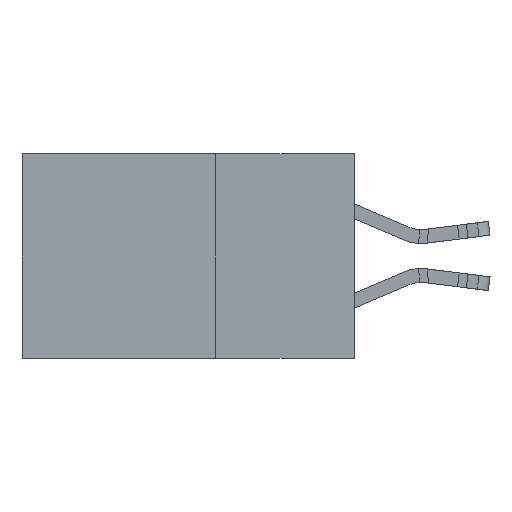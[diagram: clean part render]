
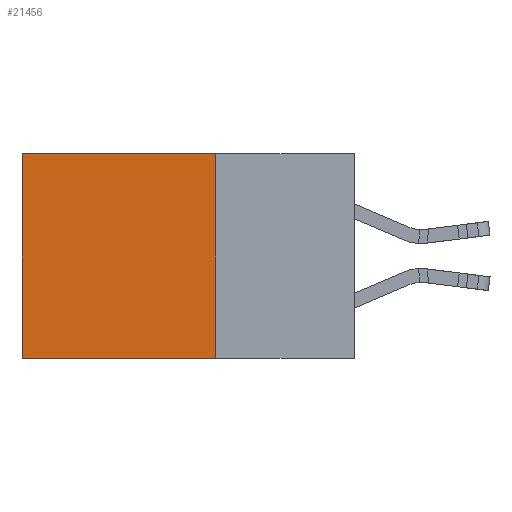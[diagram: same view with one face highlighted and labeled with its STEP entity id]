
A CAD part, left-side view. The second image highlights one B-rep face of the part: STEP entity #21456.
In plain terms, the highlighted planar face has unit normal (-1, 0, 0).
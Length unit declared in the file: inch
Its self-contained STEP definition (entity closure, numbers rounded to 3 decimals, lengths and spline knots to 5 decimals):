
#297 = CARTESIAN_POINT ( 'NONE',  ( 0.2615, 0.25, -0.37 ) ) ;
#626 = EDGE_LOOP ( 'NONE', ( #17505, #19637, #9529, #17097 ) ) ;
#1243 = DIRECTION ( 'NONE',  ( 0., 0., -1. ) ) ;
#1513 = CARTESIAN_POINT ( 'NONE',  ( 0.2615, 0.6, -0.37 ) ) ;
#1534 = PLANE ( 'NONE',  #1776 ) ;
#1776 = AXIS2_PLACEMENT_3D ( 'NONE', #7727, #15917, #3624 ) ;
#3624 = DIRECTION ( 'NONE',  ( 0., 0., -1. ) ) ;
#3861 = EDGE_CURVE ( 'NONE', #6422, #25016, #8526, .T. ) ;
#5114 = CARTESIAN_POINT ( 'NONE',  ( 0.2615, 0.25, 0. ) ) ;
#5607 = LINE ( 'NONE', #20289, #10503 ) ;
#5938 = VECTOR ( 'NONE', #24739, 39.37008 ) ;
#6422 = VERTEX_POINT ( 'NONE', #17120 ) ;
#7727 = CARTESIAN_POINT ( 'NONE',  ( 0.2615, 0.25, -0.37 ) ) ;
#8149 = VERTEX_POINT ( 'NONE', #5114 ) ;
#8374 = VECTOR ( 'NONE', #23069, 39.37008 ) ;
#8526 = LINE ( 'NONE', #1513, #24663 ) ;
#9529 = ORIENTED_EDGE ( 'NONE', *, *, #16967, .F. ) ;
#10503 = VECTOR ( 'NONE', #12255, 39.37008 ) ;
#12107 = LINE ( 'NONE', #297, #5938 ) ;
#12255 = DIRECTION ( 'NONE',  ( 0., 1., 0. ) ) ;
#13112 = CARTESIAN_POINT ( 'NONE',  ( 0.2615, 0.6, -0.37 ) ) ;
#13856 = FACE_OUTER_BOUND ( 'NONE', #626, .T. ) ;
#14129 = EDGE_CURVE ( 'NONE', #8149, #6422, #14419, .T. ) ;
#14419 = LINE ( 'NONE', #21043, #8374 ) ;
#15917 = DIRECTION ( 'NONE',  ( 1., 0., 0. ) ) ;
#16967 = EDGE_CURVE ( 'NONE', #8149, #21552, #12107, .T. ) ;
#17097 = ORIENTED_EDGE ( 'NONE', *, *, #14129, .T. ) ;
#17120 = CARTESIAN_POINT ( 'NONE',  ( 0.2615, 0.6, 0. ) ) ;
#17505 = ORIENTED_EDGE ( 'NONE', *, *, #3861, .T. ) ;
#19637 = ORIENTED_EDGE ( 'NONE', *, *, #24696, .F. ) ;
#20289 = CARTESIAN_POINT ( 'NONE',  ( 0.2615, 0.25, -0.37 ) ) ;
#21043 = CARTESIAN_POINT ( 'NONE',  ( 0.2615, 0.25, 0. ) ) ;
#21456 = ADVANCED_FACE ( 'NONE', ( #13856 ), #1534, .F. ) ;
#21552 = VERTEX_POINT ( 'NONE', #22204 ) ;
#22204 = CARTESIAN_POINT ( 'NONE',  ( 0.2615, 0.25, -0.37 ) ) ;
#23069 = DIRECTION ( 'NONE',  ( 0., 1., 0. ) ) ;
#24663 = VECTOR ( 'NONE', #1243, 39.37008 ) ;
#24696 = EDGE_CURVE ( 'NONE', #21552, #25016, #5607, .T. ) ;
#24739 = DIRECTION ( 'NONE',  ( 0., 0., -1. ) ) ;
#25016 = VERTEX_POINT ( 'NONE', #13112 ) ;
